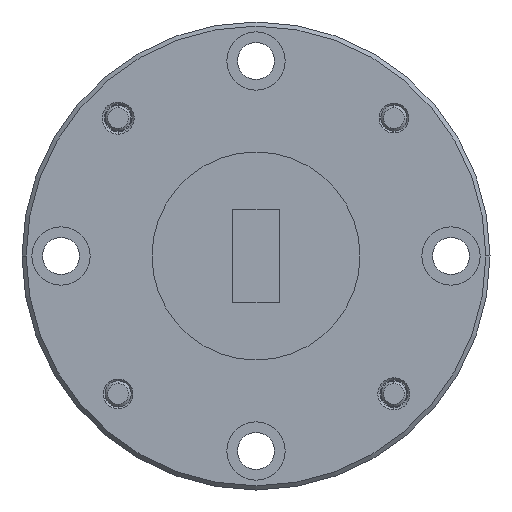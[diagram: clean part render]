
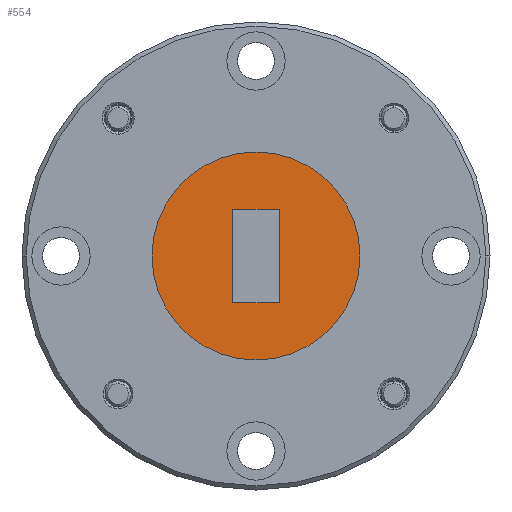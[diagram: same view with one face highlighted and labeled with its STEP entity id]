
A CAD part, left-side view. The second image highlights one B-rep face of the part: STEP entity #554.
In plain terms, the highlighted planar face has unit normal (-1, 0, 0).
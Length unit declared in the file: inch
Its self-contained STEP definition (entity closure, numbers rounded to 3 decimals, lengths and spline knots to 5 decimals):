
#8 = DIRECTION ( 'NONE',  ( 0., 1., 0. ) ) ;
#106 = LINE ( 'NONE', #3090, #2209 ) ;
#142 = CARTESIAN_POINT ( 'NONE',  ( 0., 0., 0. ) ) ;
#338 = LINE ( 'NONE', #2850, #3489 ) ;
#471 = DIRECTION ( 'NONE',  ( -1., 0., 0. ) ) ;
#528 = EDGE_CURVE ( 'NONE', #1290, #4322, #338, .T. ) ;
#554 = ADVANCED_FACE ( 'NONE', ( #1805, #983 ), #797, .T. ) ;
#659 = AXIS2_PLACEMENT_3D ( 'NONE', #142, #1793, #2163 ) ;
#731 = CARTESIAN_POINT ( 'NONE',  ( 0., 0.056, 0.112 ) ) ;
#794 = DIRECTION ( 'NONE',  ( 0., 0., -1. ) ) ;
#797 = PLANE ( 'NONE',  #2953 ) ;
#817 = EDGE_CURVE ( 'NONE', #4322, #3167, #3006, .T. ) ;
#830 = DIRECTION ( 'NONE',  ( 0., 0., 1. ) ) ;
#983 = FACE_OUTER_BOUND ( 'NONE', #1334, .T. ) ;
#1091 = EDGE_CURVE ( 'NONE', #3951, #2028, #1328, .T. ) ;
#1157 = DIRECTION ( 'NONE',  ( 1., 0., 0. ) ) ;
#1169 = CARTESIAN_POINT ( 'NONE',  ( 0., -0.056, 0.112 ) ) ;
#1221 = DIRECTION ( 'NONE',  ( 0., -1., 0. ) ) ;
#1225 = CARTESIAN_POINT ( 'NONE',  ( 0., 0.056, -0.112 ) ) ;
#1290 = VERTEX_POINT ( 'NONE', #1984 ) ;
#1328 = CIRCLE ( 'NONE', #2207, 0.25 ) ;
#1334 = EDGE_LOOP ( 'NONE', ( #4221, #4272 ) ) ;
#1413 = LINE ( 'NONE', #4241, #2947 ) ;
#1464 = EDGE_CURVE ( 'NONE', #3897, #1290, #1413, .T. ) ;
#1525 = ORIENTED_EDGE ( 'NONE', *, *, #817, .F. ) ;
#1793 = DIRECTION ( 'NONE',  ( 1., 0., 0. ) ) ;
#1805 = FACE_BOUND ( 'NONE', #4128, .T. ) ;
#1949 = CIRCLE ( 'NONE', #659, 0.25 ) ;
#1984 = CARTESIAN_POINT ( 'NONE',  ( 0., -0.056, -0.112 ) ) ;
#2028 = VERTEX_POINT ( 'NONE', #2555 ) ;
#2056 = CARTESIAN_POINT ( 'NONE',  ( 0., 0.056, 0.112 ) ) ;
#2163 = DIRECTION ( 'NONE',  ( 0., 1., 0. ) ) ;
#2195 = DIRECTION ( 'NONE',  ( 0., 1., 0. ) ) ;
#2207 = AXIS2_PLACEMENT_3D ( 'NONE', #4178, #1157, #2195 ) ;
#2209 = VECTOR ( 'NONE', #794, 39.37008 ) ;
#2275 = CARTESIAN_POINT ( 'NONE',  ( 0., -0.25, 0. ) ) ;
#2555 = CARTESIAN_POINT ( 'NONE',  ( 0., 0.25, 0. ) ) ;
#2635 = ORIENTED_EDGE ( 'NONE', *, *, #528, .F. ) ;
#2850 = CARTESIAN_POINT ( 'NONE',  ( 0., -0.056, -0.112 ) ) ;
#2947 = VECTOR ( 'NONE', #4197, 39.37008 ) ;
#2953 = AXIS2_PLACEMENT_3D ( 'NONE', #3123, #471, #1221 ) ;
#3006 = LINE ( 'NONE', #2056, #4160 ) ;
#3090 = CARTESIAN_POINT ( 'NONE',  ( 0., 0.056, -0.112 ) ) ;
#3123 = CARTESIAN_POINT ( 'NONE',  ( 0., 0., 0. ) ) ;
#3167 = VERTEX_POINT ( 'NONE', #731 ) ;
#3355 = ORIENTED_EDGE ( 'NONE', *, *, #1464, .F. ) ;
#3377 = EDGE_CURVE ( 'NONE', #3167, #3897, #106, .T. ) ;
#3489 = VECTOR ( 'NONE', #830, 39.37008 ) ;
#3543 = ORIENTED_EDGE ( 'NONE', *, *, #3377, .F. ) ;
#3897 = VERTEX_POINT ( 'NONE', #1225 ) ;
#3951 = VERTEX_POINT ( 'NONE', #2275 ) ;
#4128 = EDGE_LOOP ( 'NONE', ( #3355, #3543, #1525, #2635 ) ) ;
#4142 = EDGE_CURVE ( 'NONE', #2028, #3951, #1949, .T. ) ;
#4160 = VECTOR ( 'NONE', #8, 39.37008 ) ;
#4178 = CARTESIAN_POINT ( 'NONE',  ( 0., 0., 0. ) ) ;
#4197 = DIRECTION ( 'NONE',  ( 0., -1., 0. ) ) ;
#4221 = ORIENTED_EDGE ( 'NONE', *, *, #4142, .F. ) ;
#4241 = CARTESIAN_POINT ( 'NONE',  ( 0., 0.056, -0.112 ) ) ;
#4272 = ORIENTED_EDGE ( 'NONE', *, *, #1091, .F. ) ;
#4322 = VERTEX_POINT ( 'NONE', #1169 ) ;
